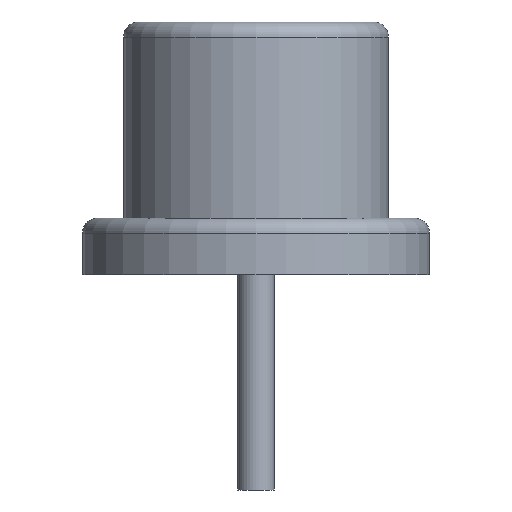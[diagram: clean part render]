
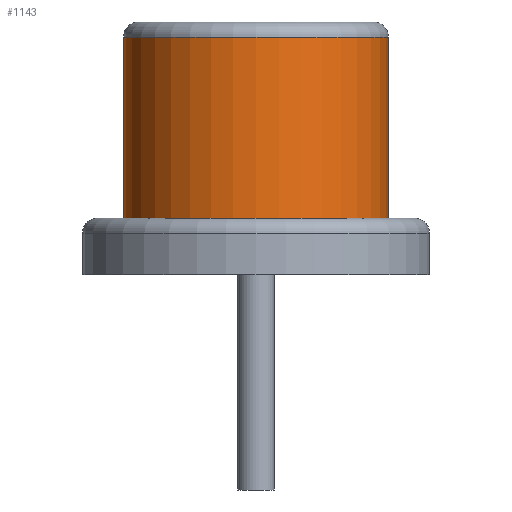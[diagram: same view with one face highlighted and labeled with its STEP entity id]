
A CAD part, left-side view. The second image highlights one B-rep face of the part: STEP entity #1143.
In plain terms, the highlighted cylindrical face has radius 1.755 mm (diameter 3.51 mm), a partial arc.
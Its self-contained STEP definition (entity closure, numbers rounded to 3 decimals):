
#46=CIRCLE('',#1242,1.755);
#49=CIRCLE('',#1249,1.755);
#65=CYLINDRICAL_SURFACE('',#1248,1.755);
#125=FACE_OUTER_BOUND('',#193,.T.);
#193=EDGE_LOOP('',(#965,#966,#967,#968));
#328=LINE('',#1875,#457);
#331=LINE('',#1881,#460);
#457=VECTOR('',#1540,10.);
#460=VECTOR('',#1545,10.);
#554=VERTEX_POINT('',#1859);
#556=VERTEX_POINT('',#1862);
#559=VERTEX_POINT('',#1874);
#561=VERTEX_POINT('',#1880);
#702=EDGE_CURVE('',#556,#554,#46,.T.);
#708=EDGE_CURVE('',#556,#559,#328,.T.);
#711=EDGE_CURVE('',#554,#561,#331,.T.);
#712=EDGE_CURVE('',#559,#561,#49,.T.);
#965=ORIENTED_EDGE('',*,*,#702,.T.);
#966=ORIENTED_EDGE('',*,*,#711,.T.);
#967=ORIENTED_EDGE('',*,*,#712,.F.);
#968=ORIENTED_EDGE('',*,*,#708,.F.);
#1143=ADVANCED_FACE('',(#125),#65,.T.);
#1242=AXIS2_PLACEMENT_3D('',#1863,#1525,#1526);
#1248=AXIS2_PLACEMENT_3D('',#1879,#1543,#1544);
#1249=AXIS2_PLACEMENT_3D('',#1882,#1546,#1547);
#1525=DIRECTION('center_axis',(0.,0.,1.));
#1526=DIRECTION('ref_axis',(0.,-1.,0.));
#1540=DIRECTION('',(0.,0.,1.));
#1543=DIRECTION('center_axis',(0.,0.,1.));
#1544=DIRECTION('ref_axis',(0.,-1.,0.));
#1545=DIRECTION('',(0.,0.,1.));
#1546=DIRECTION('center_axis',(0.,0.,1.));
#1547=DIRECTION('ref_axis',(-1.,0.,0.));
#1859=CARTESIAN_POINT('',(-0.765,-1.755,0.75));
#1862=CARTESIAN_POINT('',(-0.765,1.755,0.75));
#1863=CARTESIAN_POINT('Origin',(-0.765,0.,0.75));
#1874=CARTESIAN_POINT('',(-0.765,1.755,3.15));
#1875=CARTESIAN_POINT('',(-0.765,1.755,0.));
#1879=CARTESIAN_POINT('Origin',(-0.765,0.,0.));
#1880=CARTESIAN_POINT('',(-0.765,-1.755,3.15));
#1881=CARTESIAN_POINT('',(-0.765,-1.755,0.));
#1882=CARTESIAN_POINT('Origin',(-0.765,0.,3.15));
